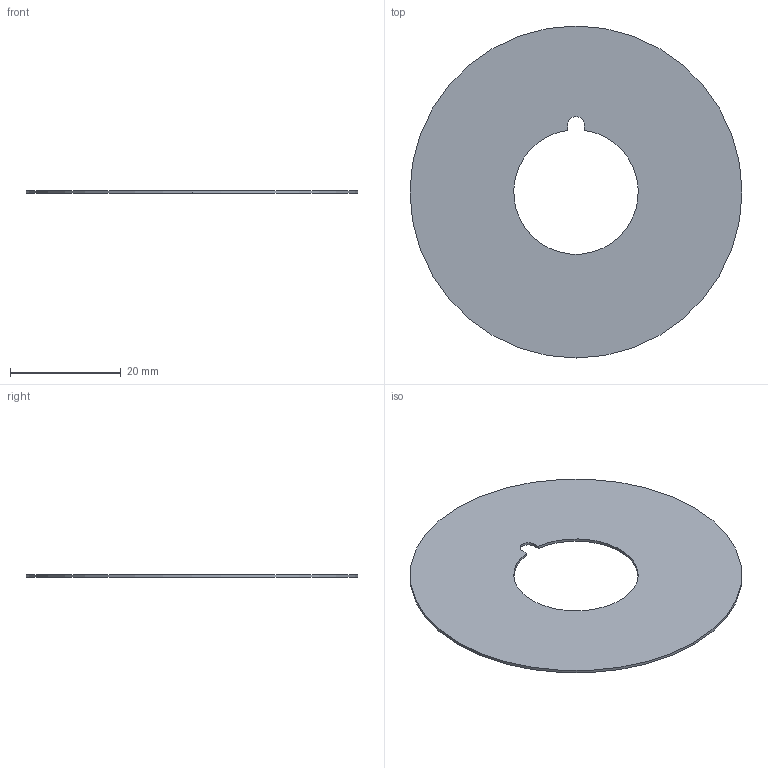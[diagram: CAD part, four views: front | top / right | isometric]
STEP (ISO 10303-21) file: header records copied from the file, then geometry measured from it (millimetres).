
FILE_DESCRIPTION((''),'2;1');
FILE_NAME('3d_LPXAU110.stp','2012-10-03T09:49:31',(''),(''),'Mechanical Desktop 2011','Mechanical Desktop 2011',', , ');
FILE_SCHEMA(('CONFIG_CONTROL_DESIGN'));
Length unit declared in the file: millimetre
Products named in the file (1): Product
Bounding box: 60 x 60 x 0.5 mm (x, y, z)
Volume: 1211.7 mm3; surface area: 4978.3 mm2
Topology: 1 solids, 1 shells, 8 faces, 25 edges, 23 vertices
Faces by surface type: cylinder 4, plane 4
Entity records: 385 total; most frequent: DIRECTION 56, CARTESIAN_POINT 54, ORIENTED_EDGE 40, AXIS2_PLACEMENT_3D 22, EDGE_CURVE 20, VERTEX_POINT 14, CIRCLE 13, VECTOR 12
